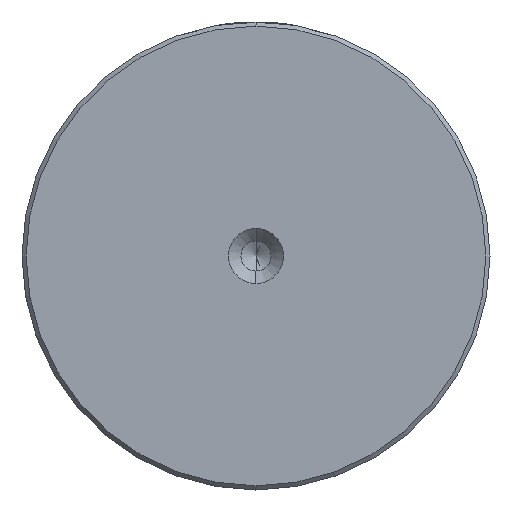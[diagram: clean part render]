
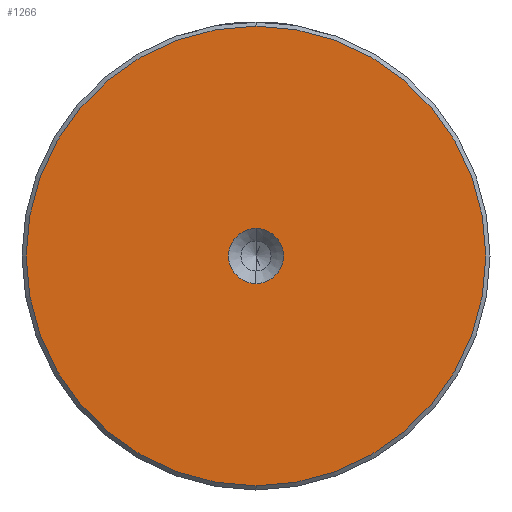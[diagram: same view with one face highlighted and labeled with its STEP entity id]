
A CAD part, left-side view. The second image highlights one B-rep face of the part: STEP entity #1266.
In plain terms, the highlighted planar face has unit normal (-1, 0, 0).
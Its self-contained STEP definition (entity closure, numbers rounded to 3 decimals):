
#36 = EDGE_LOOP ( 'NONE', ( #818, #2367 ) ) ;
#76 = CIRCLE ( 'NONE', #571, 3.3 ) ;
#84 = PLANE ( 'NONE',  #247 ) ;
#146 = AXIS2_PLACEMENT_3D ( 'NONE', #2331, #2321, #2311 ) ;
#207 = EDGE_CURVE ( 'NONE', #219, #2062, #525, .T. ) ;
#219 = VERTEX_POINT ( 'NONE', #1322 ) ;
#247 = AXIS2_PLACEMENT_3D ( 'NONE', #294, #303, #1620 ) ;
#294 = CARTESIAN_POINT ( 'NONE',  ( 0., 0., 0. ) ) ;
#303 = DIRECTION ( 'NONE',  ( -1., 0., 0. ) ) ;
#373 = DIRECTION ( 'NONE',  ( -1., 0., 0. ) ) ;
#413 = CARTESIAN_POINT ( 'NONE',  ( 0., 0., 0. ) ) ;
#468 = DIRECTION ( 'NONE',  ( 0., 0., 1. ) ) ;
#525 = CIRCLE ( 'NONE', #146, 27.5 ) ;
#530 = CARTESIAN_POINT ( 'NONE',  ( 0., 0., -3.3 ) ) ;
#571 = AXIS2_PLACEMENT_3D ( 'NONE', #628, #619, #468 ) ;
#590 = DIRECTION ( 'NONE',  ( 0., 0., 1. ) ) ;
#619 = DIRECTION ( 'NONE',  ( -1., 0., 0. ) ) ;
#628 = CARTESIAN_POINT ( 'NONE',  ( 0., 0., 0. ) ) ;
#629 = CIRCLE ( 'NONE', #2031, 27.5 ) ;
#663 = EDGE_CURVE ( 'NONE', #2217, #1754, #76, .T. ) ;
#788 = AXIS2_PLACEMENT_3D ( 'NONE', #413, #1728, #590 ) ;
#818 = ORIENTED_EDGE ( 'NONE', *, *, #1452, .T. ) ;
#974 = ORIENTED_EDGE ( 'NONE', *, *, #1891, .F. ) ;
#979 = FACE_OUTER_BOUND ( 'NONE', #36, .T. ) ;
#981 = CARTESIAN_POINT ( 'NONE',  ( 0., 0., -27.5 ) ) ;
#1011 = CARTESIAN_POINT ( 'NONE',  ( 0., 0., 3.3 ) ) ;
#1266 = ADVANCED_FACE ( 'NONE', ( #979, #1487 ), #84, .T. ) ;
#1322 = CARTESIAN_POINT ( 'NONE',  ( 0., 0., 27.5 ) ) ;
#1452 = EDGE_CURVE ( 'NONE', #2062, #219, #629, .T. ) ;
#1487 = FACE_BOUND ( 'NONE', #2484, .T. ) ;
#1488 = CARTESIAN_POINT ( 'NONE',  ( 0., 0., 0. ) ) ;
#1620 = DIRECTION ( 'NONE',  ( 0., 0., 1. ) ) ;
#1642 = CIRCLE ( 'NONE', #788, 3.3 ) ;
#1684 = DIRECTION ( 'NONE',  ( 0., 0., 1. ) ) ;
#1728 = DIRECTION ( 'NONE',  ( -1., 0., 0. ) ) ;
#1754 = VERTEX_POINT ( 'NONE', #530 ) ;
#1891 = EDGE_CURVE ( 'NONE', #1754, #2217, #1642, .T. ) ;
#2031 = AXIS2_PLACEMENT_3D ( 'NONE', #1488, #373, #1684 ) ;
#2062 = VERTEX_POINT ( 'NONE', #981 ) ;
#2217 = VERTEX_POINT ( 'NONE', #1011 ) ;
#2278 = ORIENTED_EDGE ( 'NONE', *, *, #663, .F. ) ;
#2311 = DIRECTION ( 'NONE',  ( 0., 0., 1. ) ) ;
#2321 = DIRECTION ( 'NONE',  ( -1., 0., 0. ) ) ;
#2331 = CARTESIAN_POINT ( 'NONE',  ( 0., 0., 0. ) ) ;
#2367 = ORIENTED_EDGE ( 'NONE', *, *, #207, .T. ) ;
#2484 = EDGE_LOOP ( 'NONE', ( #2278, #974 ) ) ;
